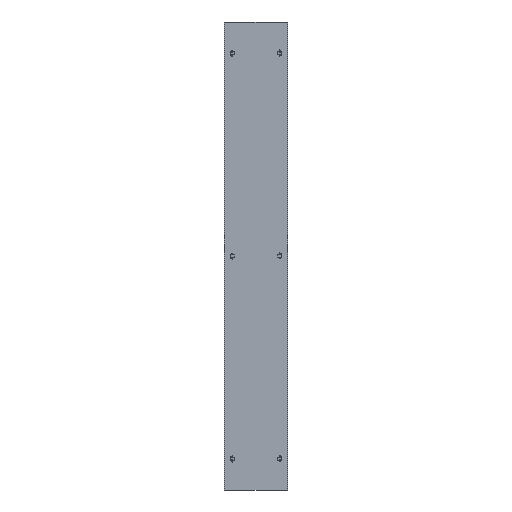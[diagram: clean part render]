
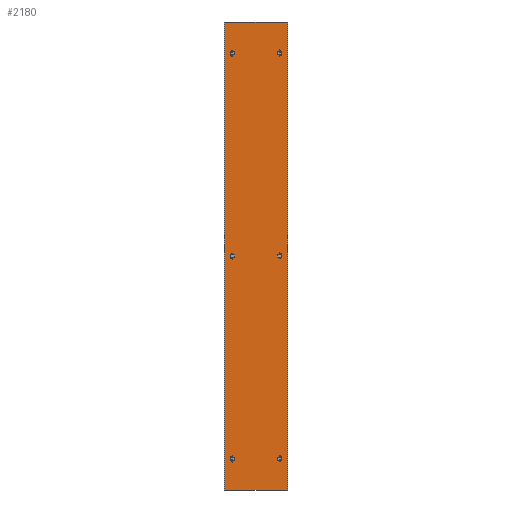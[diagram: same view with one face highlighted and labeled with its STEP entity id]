
A CAD part, front view. The second image highlights one B-rep face of the part: STEP entity #2180.
In plain terms, the highlighted planar face has unit normal (0, -1, 0).
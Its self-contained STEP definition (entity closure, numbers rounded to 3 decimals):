
#27 = VERTEX_POINT ( 'NONE', #1879 ) ;
#42 = CARTESIAN_POINT ( 'NONE',  ( -145., -1.25, 2800. ) ) ;
#54 = CARTESIAN_POINT ( 'NONE',  ( -204.25, -1.25, 3000. ) ) ;
#63 = CARTESIAN_POINT ( 'NONE',  ( 145., -1.25, 2800. ) ) ;
#64 = VERTEX_POINT ( 'NONE', #1658 ) ;
#99 = EDGE_LOOP ( 'NONE', ( #1504, #2853 ) ) ;
#108 = LINE ( 'NONE', #1054, #361 ) ;
#128 = VERTEX_POINT ( 'NONE', #581 ) ;
#148 = DIRECTION ( 'NONE',  ( 0., 0., -1. ) ) ;
#163 = AXIS2_PLACEMENT_3D ( 'NONE', #63, #2758, #1640 ) ;
#166 = CARTESIAN_POINT ( 'NONE',  ( 201.5, -1.25, 3000. ) ) ;
#192 = ORIENTED_EDGE ( 'NONE', *, *, #1633, .F. ) ;
#226 = EDGE_CURVE ( 'NONE', #539, #1038, #1679, .T. ) ;
#239 = ORIENTED_EDGE ( 'NONE', *, *, #226, .F. ) ;
#262 = AXIS2_PLACEMENT_3D ( 'NONE', #2753, #1873, #1201 ) ;
#264 = CARTESIAN_POINT ( 'NONE',  ( 136.75, -1.25, 200. ) ) ;
#271 = DIRECTION ( 'NONE',  ( 0., -1., 0. ) ) ;
#292 = EDGE_CURVE ( 'NONE', #64, #1446, #443, .T. ) ;
#316 = EDGE_CURVE ( 'NONE', #1446, #64, #1881, .T. ) ;
#361 = VECTOR ( 'NONE', #820, 1000. ) ;
#372 = VERTEX_POINT ( 'NONE', #1368 ) ;
#380 = AXIS2_PLACEMENT_3D ( 'NONE', #667, #1514, #397 ) ;
#397 = DIRECTION ( 'NONE',  ( 1., 0., 0. ) ) ;
#432 = CIRCLE ( 'NONE', #2435, 8.25 ) ;
#437 = CIRCLE ( 'NONE', #1185, 8.25 ) ;
#443 = CIRCLE ( 'NONE', #1188, 8.25 ) ;
#462 = CIRCLE ( 'NONE', #1734, 8.25 ) ;
#470 = VECTOR ( 'NONE', #1292, 1000. ) ;
#496 = FACE_BOUND ( 'NONE', #2657, .T. ) ;
#508 = CIRCLE ( 'NONE', #262, 8.25 ) ;
#512 = DIRECTION ( 'NONE',  ( 1., 0., 0. ) ) ;
#539 = VERTEX_POINT ( 'NONE', #2527 ) ;
#565 = EDGE_LOOP ( 'NONE', ( #632, #1303 ) ) ;
#581 = CARTESIAN_POINT ( 'NONE',  ( -153.25, -1.25, 2800. ) ) ;
#585 = CARTESIAN_POINT ( 'NONE',  ( -136.75, -1.25, 2800. ) ) ;
#609 = LINE ( 'NONE', #54, #2243 ) ;
#614 = CARTESIAN_POINT ( 'NONE',  ( -201.5, -1.25, 3000. ) ) ;
#619 = CARTESIAN_POINT ( 'NONE',  ( 145., -1.25, 2800. ) ) ;
#632 = ORIENTED_EDGE ( 'NONE', *, *, #725, .F. ) ;
#633 = VERTEX_POINT ( 'NONE', #264 ) ;
#667 = CARTESIAN_POINT ( 'NONE',  ( -145., -1.25, 1500. ) ) ;
#673 = CARTESIAN_POINT ( 'NONE',  ( -153.25, -1.25, 200. ) ) ;
#721 = ORIENTED_EDGE ( 'NONE', *, *, #316, .F. ) ;
#725 = EDGE_CURVE ( 'NONE', #2265, #1016, #508, .T. ) ;
#789 = CARTESIAN_POINT ( 'NONE',  ( -136.75, -1.25, 200. ) ) ;
#813 = FACE_BOUND ( 'NONE', #1719, .T. ) ;
#820 = DIRECTION ( 'NONE',  ( 1., 0., 0. ) ) ;
#914 = EDGE_LOOP ( 'NONE', ( #1730, #239, #192, #2191 ) ) ;
#928 = CARTESIAN_POINT ( 'NONE',  ( -145., -1.25, 2800. ) ) ;
#992 = DIRECTION ( 'NONE',  ( 1., 0., 0. ) ) ;
#1011 = DIRECTION ( 'NONE',  ( 0., -1., 0. ) ) ;
#1016 = VERTEX_POINT ( 'NONE', #673 ) ;
#1038 = VERTEX_POINT ( 'NONE', #2219 ) ;
#1054 = CARTESIAN_POINT ( 'NONE',  ( -204.25, -1.25, 0. ) ) ;
#1056 = FACE_BOUND ( 'NONE', #565, .T. ) ;
#1097 = FACE_OUTER_BOUND ( 'NONE', #914, .T. ) ;
#1110 = EDGE_CURVE ( 'NONE', #1399, #128, #437, .T. ) ;
#1113 = EDGE_LOOP ( 'NONE', ( #721, #1325 ) ) ;
#1132 = AXIS2_PLACEMENT_3D ( 'NONE', #2731, #1392, #2479 ) ;
#1154 = DIRECTION ( 'NONE',  ( 0., -1., 0. ) ) ;
#1185 = AXIS2_PLACEMENT_3D ( 'NONE', #42, #1154, #1844 ) ;
#1187 = CARTESIAN_POINT ( 'NONE',  ( 145., -1.25, 200. ) ) ;
#1188 = AXIS2_PLACEMENT_3D ( 'NONE', #2406, #1318, #2394 ) ;
#1201 = DIRECTION ( 'NONE',  ( 1., 0., 0. ) ) ;
#1208 = CIRCLE ( 'NONE', #1132, 8.25 ) ;
#1241 = EDGE_CURVE ( 'NONE', #128, #1399, #2677, .T. ) ;
#1246 = EDGE_CURVE ( 'NONE', #1016, #2265, #2280, .T. ) ;
#1248 = VERTEX_POINT ( 'NONE', #1867 ) ;
#1292 = DIRECTION ( 'NONE',  ( 0., 0., -1. ) ) ;
#1303 = ORIENTED_EDGE ( 'NONE', *, *, #1246, .F. ) ;
#1318 = DIRECTION ( 'NONE',  ( 0., -1., 0. ) ) ;
#1325 = ORIENTED_EDGE ( 'NONE', *, *, #292, .F. ) ;
#1335 = DIRECTION ( 'NONE',  ( 0., 1., 0. ) ) ;
#1338 = AXIS2_PLACEMENT_3D ( 'NONE', #928, #2059, #992 ) ;
#1347 = EDGE_CURVE ( 'NONE', #2553, #1038, #108, .T. ) ;
#1357 = ORIENTED_EDGE ( 'NONE', *, *, #1621, .F. ) ;
#1368 = CARTESIAN_POINT ( 'NONE',  ( 136.75, -1.25, 1500. ) ) ;
#1392 = DIRECTION ( 'NONE',  ( 0., -1., 0. ) ) ;
#1399 = VERTEX_POINT ( 'NONE', #585 ) ;
#1416 = DIRECTION ( 'NONE',  ( 1., 0., 0. ) ) ;
#1446 = VERTEX_POINT ( 'NONE', #2385 ) ;
#1473 = ORIENTED_EDGE ( 'NONE', *, *, #2638, .F. ) ;
#1496 = CARTESIAN_POINT ( 'NONE',  ( 145., -1.25, 200. ) ) ;
#1504 = ORIENTED_EDGE ( 'NONE', *, *, #2015, .F. ) ;
#1514 = DIRECTION ( 'NONE',  ( 0., -1., 0. ) ) ;
#1543 = EDGE_CURVE ( 'NONE', #1248, #2489, #2036, .T. ) ;
#1560 = CARTESIAN_POINT ( 'NONE',  ( 136.75, -1.25, 2800. ) ) ;
#1594 = EDGE_CURVE ( 'NONE', #27, #372, #432, .T. ) ;
#1611 = DIRECTION ( 'NONE',  ( 0., -1., 0. ) ) ;
#1621 = EDGE_CURVE ( 'NONE', #372, #27, #1208, .T. ) ;
#1633 = EDGE_CURVE ( 'NONE', #2185, #539, #609, .T. ) ;
#1640 = DIRECTION ( 'NONE',  ( 1., 0., 0. ) ) ;
#1655 = EDGE_CURVE ( 'NONE', #633, #2722, #462, .T. ) ;
#1658 = CARTESIAN_POINT ( 'NONE',  ( -153.25, -1.25, 1500. ) ) ;
#1679 = LINE ( 'NONE', #166, #470 ) ;
#1683 = ORIENTED_EDGE ( 'NONE', *, *, #1110, .F. ) ;
#1719 = EDGE_LOOP ( 'NONE', ( #1683, #2682 ) ) ;
#1730 = ORIENTED_EDGE ( 'NONE', *, *, #1347, .T. ) ;
#1734 = AXIS2_PLACEMENT_3D ( 'NONE', #1187, #271, #1416 ) ;
#1788 = PLANE ( 'NONE',  #2201 ) ;
#1825 = ORIENTED_EDGE ( 'NONE', *, *, #1543, .F. ) ;
#1833 = CIRCLE ( 'NONE', #2449, 8.25 ) ;
#1844 = DIRECTION ( 'NONE',  ( 1., 0., 0. ) ) ;
#1857 = DIRECTION ( 'NONE',  ( 1., 0., 0. ) ) ;
#1867 = CARTESIAN_POINT ( 'NONE',  ( 153.25, -1.25, 2800. ) ) ;
#1873 = DIRECTION ( 'NONE',  ( 0., -1., 0. ) ) ;
#1879 = CARTESIAN_POINT ( 'NONE',  ( 153.25, -1.25, 1500. ) ) ;
#1881 = CIRCLE ( 'NONE', #380, 8.25 ) ;
#1927 = FACE_BOUND ( 'NONE', #2236, .T. ) ;
#1973 = DIRECTION ( 'NONE',  ( 1., 0., 0. ) ) ;
#1987 = AXIS2_PLACEMENT_3D ( 'NONE', #619, #2426, #2859 ) ;
#1996 = DIRECTION ( 'NONE',  ( -1., 0., 0. ) ) ;
#2006 = EDGE_CURVE ( 'NONE', #2185, #2553, #2636, .T. ) ;
#2015 = EDGE_CURVE ( 'NONE', #2722, #633, #1833, .T. ) ;
#2019 = CARTESIAN_POINT ( 'NONE',  ( 153.25, -1.25, 200. ) ) ;
#2036 = CIRCLE ( 'NONE', #1987, 8.25 ) ;
#2059 = DIRECTION ( 'NONE',  ( 0., -1., 0. ) ) ;
#2144 = FACE_BOUND ( 'NONE', #99, .T. ) ;
#2180 = ADVANCED_FACE ( 'NONE', ( #496, #2376, #1056, #2144, #1097, #813, #1927 ), #1788, .F. ) ;
#2185 = VERTEX_POINT ( 'NONE', #2430 ) ;
#2191 = ORIENTED_EDGE ( 'NONE', *, *, #2006, .T. ) ;
#2201 = AXIS2_PLACEMENT_3D ( 'NONE', #2230, #1335, #1996 ) ;
#2219 = CARTESIAN_POINT ( 'NONE',  ( 201.5, -1.25, 0. ) ) ;
#2223 = CIRCLE ( 'NONE', #163, 8.25 ) ;
#2230 = CARTESIAN_POINT ( 'NONE',  ( -204.25, -1.25, 3000. ) ) ;
#2236 = EDGE_LOOP ( 'NONE', ( #1825, #1473 ) ) ;
#2243 = VECTOR ( 'NONE', #1857, 1000. ) ;
#2265 = VERTEX_POINT ( 'NONE', #789 ) ;
#2280 = CIRCLE ( 'NONE', #2281, 8.25 ) ;
#2281 = AXIS2_PLACEMENT_3D ( 'NONE', #2529, #1011, #2320 ) ;
#2320 = DIRECTION ( 'NONE',  ( 1., 0., 0. ) ) ;
#2376 = FACE_BOUND ( 'NONE', #1113, .T. ) ;
#2385 = CARTESIAN_POINT ( 'NONE',  ( -136.75, -1.25, 1500. ) ) ;
#2394 = DIRECTION ( 'NONE',  ( 1., 0., 0. ) ) ;
#2406 = CARTESIAN_POINT ( 'NONE',  ( -145., -1.25, 1500. ) ) ;
#2421 = DIRECTION ( 'NONE',  ( 0., -1., 0. ) ) ;
#2426 = DIRECTION ( 'NONE',  ( 0., -1., 0. ) ) ;
#2430 = CARTESIAN_POINT ( 'NONE',  ( -201.5, -1.25, 3000. ) ) ;
#2435 = AXIS2_PLACEMENT_3D ( 'NONE', #2500, #1611, #512 ) ;
#2449 = AXIS2_PLACEMENT_3D ( 'NONE', #1496, #2421, #1973 ) ;
#2479 = DIRECTION ( 'NONE',  ( 1., 0., 0. ) ) ;
#2489 = VERTEX_POINT ( 'NONE', #1560 ) ;
#2500 = CARTESIAN_POINT ( 'NONE',  ( 145., -1.25, 1500. ) ) ;
#2527 = CARTESIAN_POINT ( 'NONE',  ( 201.5, -1.25, 3000. ) ) ;
#2529 = CARTESIAN_POINT ( 'NONE',  ( -145., -1.25, 200. ) ) ;
#2553 = VERTEX_POINT ( 'NONE', #2770 ) ;
#2636 = LINE ( 'NONE', #614, #2707 ) ;
#2638 = EDGE_CURVE ( 'NONE', #2489, #1248, #2223, .T. ) ;
#2657 = EDGE_LOOP ( 'NONE', ( #2668, #1357 ) ) ;
#2668 = ORIENTED_EDGE ( 'NONE', *, *, #1594, .F. ) ;
#2677 = CIRCLE ( 'NONE', #1338, 8.25 ) ;
#2682 = ORIENTED_EDGE ( 'NONE', *, *, #1241, .F. ) ;
#2707 = VECTOR ( 'NONE', #148, 1000. ) ;
#2722 = VERTEX_POINT ( 'NONE', #2019 ) ;
#2731 = CARTESIAN_POINT ( 'NONE',  ( 145., -1.25, 1500. ) ) ;
#2753 = CARTESIAN_POINT ( 'NONE',  ( -145., -1.25, 200. ) ) ;
#2758 = DIRECTION ( 'NONE',  ( 0., -1., 0. ) ) ;
#2770 = CARTESIAN_POINT ( 'NONE',  ( -201.5, -1.25, 0. ) ) ;
#2853 = ORIENTED_EDGE ( 'NONE', *, *, #1655, .F. ) ;
#2859 = DIRECTION ( 'NONE',  ( 1., 0., 0. ) ) ;
